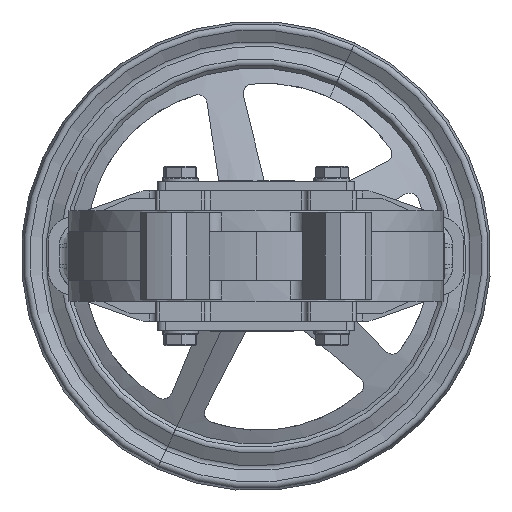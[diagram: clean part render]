
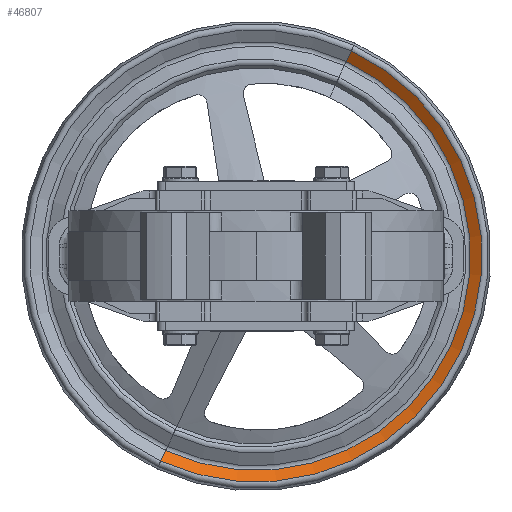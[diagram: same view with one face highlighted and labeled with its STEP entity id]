
A CAD part, front view. The second image highlights one B-rep face of the part: STEP entity #46807.
In plain terms, the highlighted conical face has half-angle 59.744 degrees and reference radius 141.489 mm.
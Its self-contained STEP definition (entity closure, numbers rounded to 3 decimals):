
#35 = DIRECTION ( 'NONE',  ( 0.421, 0., 0.907 ) ) ;
#663 = CARTESIAN_POINT ( 'NONE',  ( -62.796, 574.315, -135.251 ) ) ;
#5008 = LINE ( 'NONE', #107878, #104991 ) ;
#9003 = DIRECTION ( 'NONE',  ( -0.364, -0.504, -0.783 ) ) ;
#9694 = AXIS2_PLACEMENT_3D ( 'NONE', #112187, #34268, #73501 ) ;
#11626 = CARTESIAN_POINT ( 'NONE',  ( -59.584, 578.765, -128.332 ) ) ;
#16165 = CARTESIAN_POINT ( 'NONE',  ( 62.796, 574.315, 135.251 ) ) ;
#17400 = FACE_OUTER_BOUND ( 'NONE', #23060, .T. ) ;
#20776 = DIRECTION ( 'NONE',  ( 0., -1., 0. ) ) ;
#23060 = EDGE_LOOP ( 'NONE', ( #96438, #63620, #29734, #42563 ) ) ;
#24324 = EDGE_CURVE ( 'NONE', #72915, #123370, #110613, .T. ) ;
#29734 = ORIENTED_EDGE ( 'NONE', *, *, #83098, .T. ) ;
#31454 = CARTESIAN_POINT ( 'NONE',  ( 59.584, 578.765, 128.332 ) ) ;
#32420 = DIRECTION ( 'NONE',  ( 0.364, -0.504, 0.783 ) ) ;
#34268 = DIRECTION ( 'NONE',  ( 0., -1., 0. ) ) ;
#42563 = ORIENTED_EDGE ( 'NONE', *, *, #78761, .F. ) ;
#44609 = EDGE_CURVE ( 'NONE', #72915, #77326, #85062, .T. ) ;
#46807 = ADVANCED_FACE ( 'NONE', ( #17400 ), #95353, .F. ) ;
#49571 = CIRCLE ( 'NONE', #119321, 149.118 ) ;
#58726 = AXIS2_PLACEMENT_3D ( 'NONE', #66726, #84851, #35 ) ;
#63620 = ORIENTED_EDGE ( 'NONE', *, *, #44609, .T. ) ;
#66726 = CARTESIAN_POINT ( 'NONE',  ( 0., 578.765, 0. ) ) ;
#68138 = CARTESIAN_POINT ( 'NONE',  ( 0., 574.315, 0. ) ) ;
#72915 = VERTEX_POINT ( 'NONE', #11626 ) ;
#73501 = DIRECTION ( 'NONE',  ( 0.421, 0., 0.907 ) ) ;
#75068 = CARTESIAN_POINT ( 'NONE',  ( -59.584, 578.765, -128.332 ) ) ;
#77326 = VERTEX_POINT ( 'NONE', #663 ) ;
#78761 = EDGE_CURVE ( 'NONE', #123370, #100745, #5008, .T. ) ;
#83098 = EDGE_CURVE ( 'NONE', #77326, #100745, #49571, .T. ) ;
#84851 = DIRECTION ( 'NONE',  ( 0., -1., 0. ) ) ;
#85062 = LINE ( 'NONE', #75068, #114164 ) ;
#89966 = DIRECTION ( 'NONE',  ( 0.421, 0., 0.907 ) ) ;
#95353 = CONICAL_SURFACE ( 'NONE', #9694, 141.489, 1.043 ) ;
#96438 = ORIENTED_EDGE ( 'NONE', *, *, #24324, .F. ) ;
#100745 = VERTEX_POINT ( 'NONE', #16165 ) ;
#104991 = VECTOR ( 'NONE', #32420, 1000. ) ;
#107878 = CARTESIAN_POINT ( 'NONE',  ( 59.584, 578.765, 128.332 ) ) ;
#110613 = CIRCLE ( 'NONE', #58726, 141.489 ) ;
#112187 = CARTESIAN_POINT ( 'NONE',  ( 0., 578.765, 0. ) ) ;
#114164 = VECTOR ( 'NONE', #9003, 1000. ) ;
#119321 = AXIS2_PLACEMENT_3D ( 'NONE', #68138, #20776, #89966 ) ;
#123370 = VERTEX_POINT ( 'NONE', #31454 ) ;
